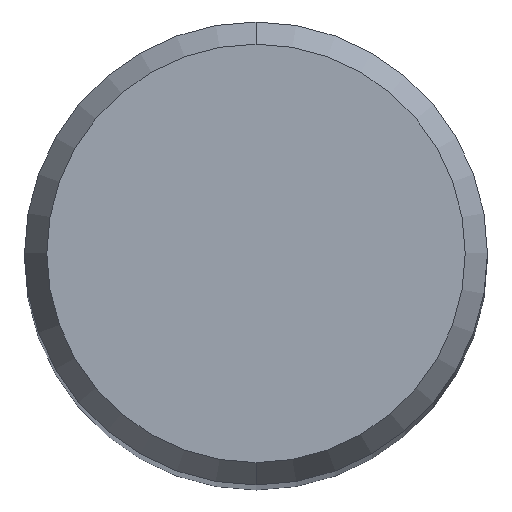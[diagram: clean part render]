
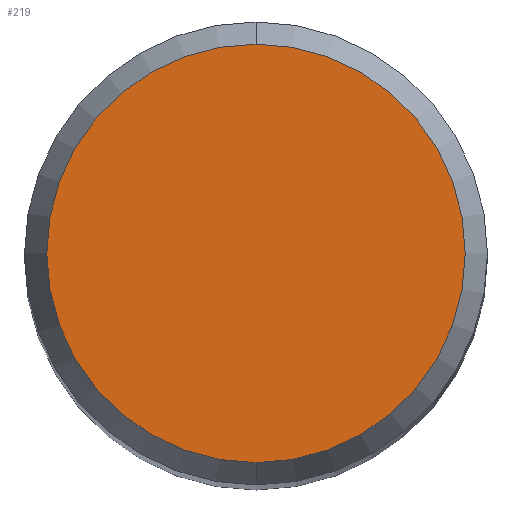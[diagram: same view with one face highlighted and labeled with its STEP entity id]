
A CAD part, top view. The second image highlights one B-rep face of the part: STEP entity #219.
In plain terms, the highlighted planar face has unit normal (0, 0, 1).
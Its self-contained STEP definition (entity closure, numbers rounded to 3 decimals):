
#111=EDGE_CURVE('',#145,#199,#263,.T.);
#143=EDGE_CURVE('',#199,#145,#298,.T.);
#145=VERTEX_POINT('',#300);
#199=VERTEX_POINT('',#362);
#219=ADVANCED_FACE('',(#385),#386,.T.);
#263=CIRCLE('',#426,2.158);
#298=CIRCLE('',#472,2.158);
#300=CARTESIAN_POINT('',(0.,-2.158,0.));
#362=CARTESIAN_POINT('',(0.0,2.158,0.));
#385=FACE_OUTER_BOUND('',#582,.T.);
#386=PLANE('',#583);
#426=AXIS2_PLACEMENT_3D('',#609,#610,#611);
#472=AXIS2_PLACEMENT_3D('',#649,#650,#651);
#582=EDGE_LOOP('',(#775,#776));
#583=AXIS2_PLACEMENT_3D('',#777,#778,#779);
#609=CARTESIAN_POINT('',(0.0,0.0,0.));
#610=DIRECTION('',(0.0,0.0,-1.0));
#611=DIRECTION('',(0.0,1.0,0.0));
#649=CARTESIAN_POINT('',(0.0,0.0,0.));
#650=DIRECTION('',(0.0,0.0,-1.0));
#651=DIRECTION('',(0.0,1.0,0.0));
#775=ORIENTED_EDGE('',*,*,#143,.F.);
#776=ORIENTED_EDGE('',*,*,#111,.F.);
#777=CARTESIAN_POINT('',(0.0,1.079,0.));
#778=DIRECTION('',(-0.0,0.0,1.0));
#779=DIRECTION('',(0.0,-1.0,0.0));
